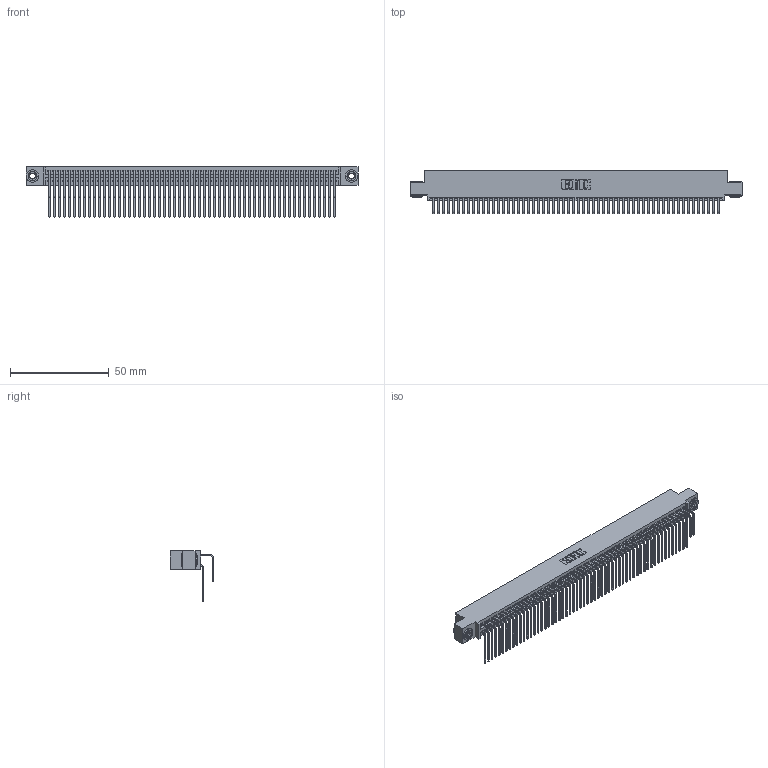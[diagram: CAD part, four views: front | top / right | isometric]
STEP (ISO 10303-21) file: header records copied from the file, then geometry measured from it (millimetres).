
FILE_DESCRIPTION (( 'STEP AP203' ), '1' );
FILE_NAME ('345-116-558-503.STEP', '2019-11-05T17:02:49', ( '' ), ( '' ), 'SwSTEP 2.0', 'SolidWorks 2016', '' );
FILE_SCHEMA (( 'CONFIG_CONTROL_DESIGN' ));
Length unit declared in the file: inch
Products named in the file (5): 345-292-001_558 559 Tail - 1; 345 Part_0.110 Offset - 0.156 Dia-TH; 345-116-558-503; 345-250-002_345-250-002-102; 345-292-001_558 Tail - 2
Assembly tree (119 placements, depth 2):
  345-116-558-503
    345 Part_0.110 Offset - 0.156 Dia-TH
    345-292-001_558 559 Tail - 1  x58
    345-292-001_558 Tail - 2  x58
    345-250-002_345-250-002-102  x2
Bounding box: 168.53 x 21.83 x 25.53 mm (x, y, z)
Volume: 17134.8 mm3; surface area: 29082.4 mm2
Topology: 119 solids, 119 shells, 6200 faces, 18409 edges, 12114 vertices
Faces by surface type: plane 4154, cylinder 2038, cone 8
Entity records: 45788 total; most frequent: CARTESIAN_POINT 7682, ORIENTED_EDGE 7558, DIRECTION 6757, EDGE_CURVE 3779, LINE 3351, VECTOR 3351, VERTEX_POINT 2514, AXIS2_PLACEMENT_3D 1703
